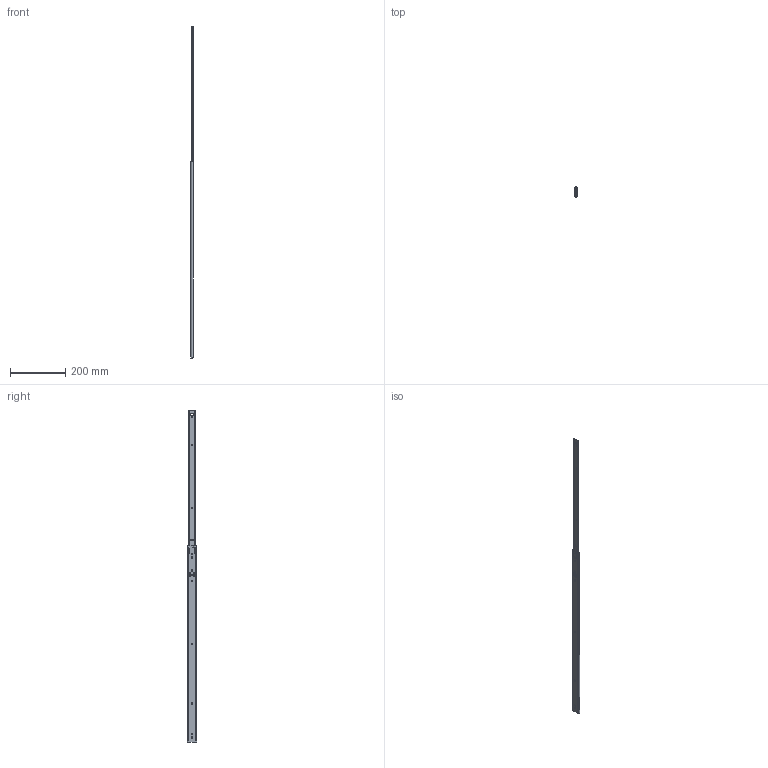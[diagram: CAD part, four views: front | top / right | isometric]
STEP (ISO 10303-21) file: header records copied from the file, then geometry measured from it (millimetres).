
FILE_DESCRIPTION (( 'STEP AP203' ), '1' );
FILE_NAME ('3525-28.STEP', '2020-06-15T05:50:10', ( '' ), ( '' ), 'SwSTEP 2.0', 'SolidWorks 2019', '' );
FILE_SCHEMA (( 'CONFIG_CONTROL_DESIGN' ));
Length unit declared in the file: millimetre
Products named in the file (7): PN235リードイン　 ; PN84 バネ; PN102リベット; 3525-28; PN81バネ（圧縮）; IM 3525-28 ; OM 3525-28  
Assembly tree (8 placements, depth 2):
  3525-28
    OM 3525-28  
    PN84 バネ
    PN102リベット  x3
    PN235リードイン　 
    IM 3525-28 
    PN81バネ（圧縮）
Bounding box: 9.6 x 35.3 x 1204.2 mm (x, y, z)
Volume: 91238.9 mm3; surface area: 121900.4 mm2
Topology: 8 solids, 8 shells, 360 faces, 996 edges, 656 vertices
Faces by surface type: cylinder 177, plane 174, bspline 9
Entity records: 12884 total; most frequent: CARTESIAN_POINT 2946, ORIENTED_EDGE 1944, DIRECTION 1902, EDGE_CURVE 972, AXIS2_PLACEMENT_3D 664, VERTEX_POINT 640, LINE 574, VECTOR 574
